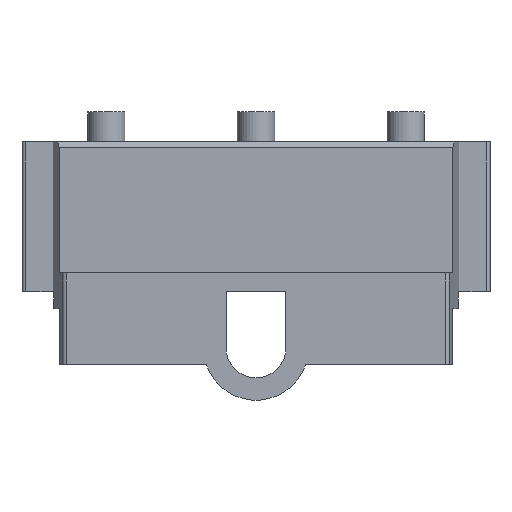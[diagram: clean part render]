
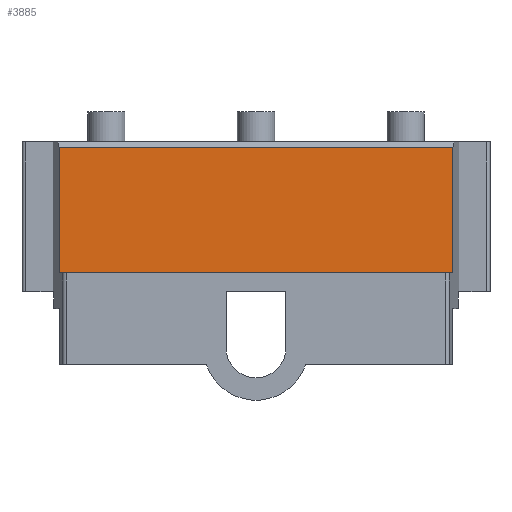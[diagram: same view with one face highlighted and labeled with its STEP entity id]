
A CAD part, front view. The second image highlights one B-rep face of the part: STEP entity #3885.
In plain terms, the highlighted planar face has unit normal (0, -1, 0).
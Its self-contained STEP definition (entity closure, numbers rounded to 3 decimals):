
#468=DIRECTION('',(0.,0.,1.));
#469=VECTOR('',#468,6.7);
#470=CARTESIAN_POINT('',(10.507,-7.4,-3.));
#471=LINE('',#470,#469);
#606=DIRECTION('',(0.,0.,1.));
#607=VECTOR('',#606,6.7);
#608=CARTESIAN_POINT('',(-10.524,-7.4,-3.));
#609=LINE('',#608,#607);
#999=DIRECTION('',(1.,0.,0.));
#1000=VECTOR('',#999,21.031);
#1001=CARTESIAN_POINT('',(-10.524,-7.4,3.7));
#1002=LINE('',#1001,#1000);
#1003=DIRECTION('',(1.,0.,0.));
#1004=VECTOR('',#1003,21.031);
#1005=CARTESIAN_POINT('',(-10.524,-7.4,-3.));
#1006=LINE('',#1005,#1004);
#2276=CARTESIAN_POINT('',(-10.524,-7.4,3.7));
#2277=VERTEX_POINT('',#2276);
#2279=CARTESIAN_POINT('',(-10.524,-7.4,-3.));
#2281=VERTEX_POINT('',#2279);
#2288=CARTESIAN_POINT('',(10.507,-7.4,3.7));
#2289=VERTEX_POINT('',#2288);
#2290=CARTESIAN_POINT('',(10.507,-7.4,-3.));
#2291=VERTEX_POINT('',#2290);
#3873=CARTESIAN_POINT('',(-15.,-7.4,-3.));
#3874=DIRECTION('',(0.,1.,0.));
#3875=DIRECTION('',(0.,0.,1.));
#3876=AXIS2_PLACEMENT_3D('',#3873,#3874,#3875);
#3877=PLANE('',#3876);
#3878=ORIENTED_EDGE('',*,*,#3414,.T.);
#3879=ORIENTED_EDGE('',*,*,#3867,.T.);
#3880=ORIENTED_EDGE('',*,*,#3238,.F.);
#3882=ORIENTED_EDGE('',*,*,#3881,.F.);
#3883=EDGE_LOOP('',(#3878,#3879,#3880,#3882));
#3884=FACE_OUTER_BOUND('',#3883,.F.);
#3238=EDGE_CURVE('',#2291,#2289,#471,.T.);
#3414=EDGE_CURVE('',#2281,#2277,#609,.T.);
#3867=EDGE_CURVE('',#2277,#2289,#1002,.T.);
#3881=EDGE_CURVE('',#2281,#2291,#1006,.T.);
#3885=ADVANCED_FACE('',(#3884),#3877,.F.);
